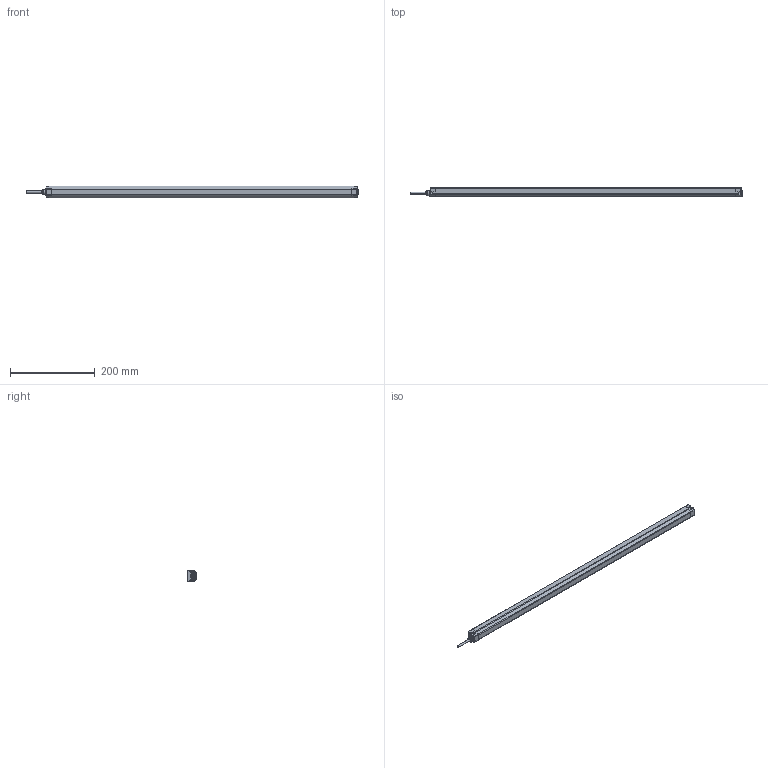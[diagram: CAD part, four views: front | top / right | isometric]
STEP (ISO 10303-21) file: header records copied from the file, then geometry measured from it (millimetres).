
FILE_DESCRIPTION((''),'2;1');
FILE_NAME('157903_SM01_ASM','2023-06-23T09:55:09',('banengservice'),('BANNER ENGINEERING'),'CREO PARAMETRIC BY PTC INC, 2022414','CREO PARAMETRIC BY PTC INC, 2022414','');
FILE_SCHEMA(('CONFIG_CONTROL_DESIGN'));
Length unit declared in the file: inch
Products named in the file (4): 157903_EP01; CABLE_190; 153169; 157903_SM01_ASM
Assembly tree (3 placements, depth 2):
  157903_SM01_ASM
    157903_EP01
    CABLE_190
    153169
Bounding box: 783.7 x 21.01 x 28 mm (x, y, z)
Volume: 391587.8 mm3; surface area: 69724.6 mm2
Topology: 3 solids, 3 shells, 374 faces, 943 edges, 582 vertices
Faces by surface type: cylinder 139, plane 131, cone 64, torus 24, bspline 8, sphere 8
Entity records: 15260 total; most frequent: CARTESIAN_POINT 6164, DIRECTION 1936, ORIENTED_EDGE 1870, EDGE_CURVE 935, AXIS2_PLACEMENT_3D 728, VERTEX_POINT 582, VECTOR 480, LINE 480
